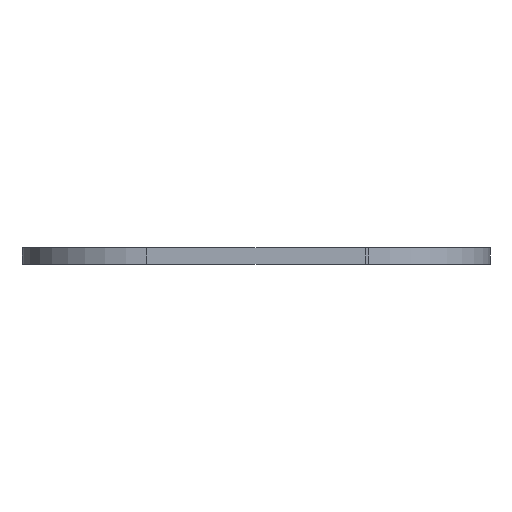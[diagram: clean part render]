
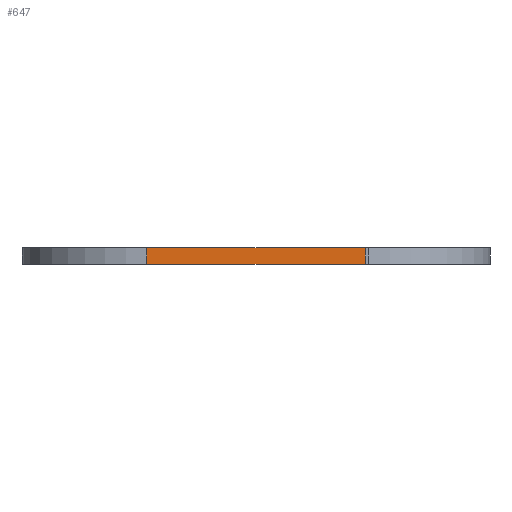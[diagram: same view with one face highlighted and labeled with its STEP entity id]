
A CAD part, left-side view. The second image highlights one B-rep face of the part: STEP entity #647.
In plain terms, the highlighted planar face has unit normal (-1, 0, 0).
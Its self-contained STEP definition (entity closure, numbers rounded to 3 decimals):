
#622 = VERTEX_POINT('',#623);
#623 = CARTESIAN_POINT('',(-57.11,-1.265,1.6));
#629 = EDGE_CURVE('',#630,#622,#632,.T.);
#630 = VERTEX_POINT('',#631);
#631 = CARTESIAN_POINT('',(-57.11,-1.265,0.));
#632 = LINE('',#633,#634);
#633 = CARTESIAN_POINT('',(-57.11,-1.265,0.));
#634 = VECTOR('',#635,1.);
#635 = DIRECTION('',(0.,0.,1.));
#647 = ADVANCED_FACE('',(#648),#673,.T.);
#648 = FACE_BOUND('',#649,.T.);
#649 = EDGE_LOOP('',(#650,#651,#659,#667));
#650 = ORIENTED_EDGE('',*,*,#629,.T.);
#651 = ORIENTED_EDGE('',*,*,#652,.T.);
#652 = EDGE_CURVE('',#622,#653,#655,.T.);
#653 = VERTEX_POINT('',#654);
#654 = CARTESIAN_POINT('',(-57.11,19.735,1.6));
#655 = LINE('',#656,#657);
#656 = CARTESIAN_POINT('',(-57.11,-1.265,1.6));
#657 = VECTOR('',#658,1.);
#658 = DIRECTION('',(0.,1.,0.));
#659 = ORIENTED_EDGE('',*,*,#660,.F.);
#660 = EDGE_CURVE('',#661,#653,#663,.T.);
#661 = VERTEX_POINT('',#662);
#662 = CARTESIAN_POINT('',(-57.11,19.735,0.));
#663 = LINE('',#664,#665);
#664 = CARTESIAN_POINT('',(-57.11,19.735,0.));
#665 = VECTOR('',#666,1.);
#666 = DIRECTION('',(0.,0.,1.));
#667 = ORIENTED_EDGE('',*,*,#668,.F.);
#668 = EDGE_CURVE('',#630,#661,#669,.T.);
#669 = LINE('',#670,#671);
#670 = CARTESIAN_POINT('',(-57.11,-1.265,0.));
#671 = VECTOR('',#672,1.);
#672 = DIRECTION('',(0.,1.,0.));
#673 = PLANE('',#674);
#674 = AXIS2_PLACEMENT_3D('',#675,#676,#677);
#675 = CARTESIAN_POINT('',(-57.11,-1.265,0.));
#676 = DIRECTION('',(-1.,0.,0.));
#677 = DIRECTION('',(0.,1.,0.));
